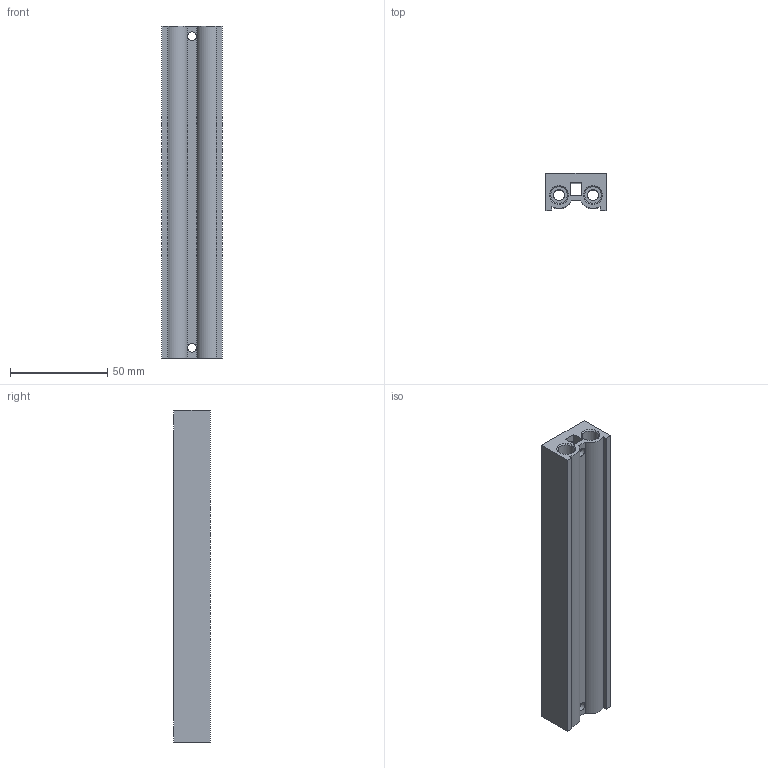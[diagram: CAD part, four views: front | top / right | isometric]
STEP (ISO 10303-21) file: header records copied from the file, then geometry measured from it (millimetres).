
FILE_DESCRIPTION(/* description */ ('STEP AP203'),/* implementation_level */ '2;1');
FILE_NAME(/* name */ 'V321-8F',/* time_stamp */ '2024-05-09T18:52:43+02:00',/* author */ ('License CC BY-ND 4.0'),/* organization */ ('CADENAS'),/* preprocessor_version */ 'ST-DEVELOPER v19.3',/* originating_system */ 'PARTsolutions',/* authorisation */ ' ');
FILE_SCHEMA (('CONFIG_CONTROL_DESIGN'));
Length unit declared in the file: millimetre
Products named in the file (1): V321-8F
Bounding box: 31 x 19 x 171 mm (x, y, z)
Volume: 69069.6 mm3; surface area: 32875.2 mm2
Topology: 1 solids, 1 shells, 114 faces, 258 edges, 166 vertices
Faces by surface type: plane 50, cylinder 44, cone 20
Full cylindrical faces by diameter (mm): 2.459 x16, 4.5 x4, 5.728 x2, 6 x16, 8.566 x4
Entity records: 3080 total; most frequent: CARTESIAN_POINT 697, DIRECTION 500, ORIENTED_EDGE 356, EDGE_LOOP 242, FACE_BOUND 242, AXIS2_PLACEMENT_3D 223, EDGE_CURVE 178, VERTEX_POINT 148
